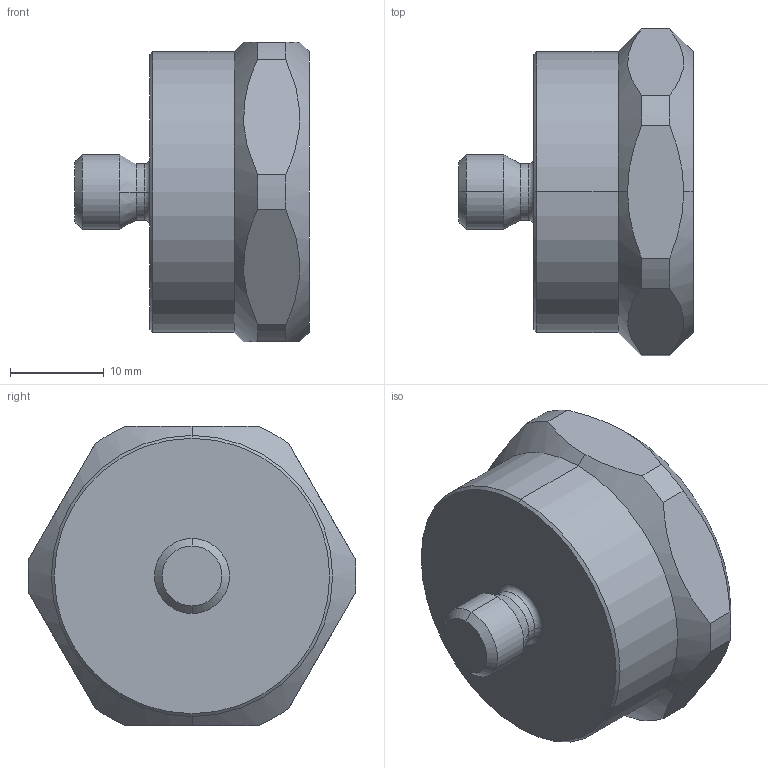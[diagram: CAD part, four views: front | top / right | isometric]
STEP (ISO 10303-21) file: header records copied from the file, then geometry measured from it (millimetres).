
FILE_DESCRIPTION((''),'2;1');
FILE_NAME('CAD-8174','2022-03-21T10:30:05',('creinig-se'),(''),'CREO PARAMETRIC BY PTC INC, 2019292','CREO PARAMETRIC BY PTC INC, 2019292','');
FILE_SCHEMA(('CONFIG_CONTROL_DESIGN','SHAPE_APPEARANCE_LAYERS_GROUPS'));
Length unit declared in the file: millimetre
Products named in the file (1): CAD-8174
Bounding box: 25 x 34.98 x 32 mm (x, y, z)
Volume: 12883.5 mm3; surface area: 3720.3 mm2
Topology: 1 solids, 1 shells, 40 faces, 94 edges, 58 vertices
Faces by surface type: cylinder 14, cone 14, plane 10, torus 2
Entity records: 1633 total; most frequent: CARTESIAN_POINT 344, DIRECTION 202, ORIENTED_EDGE 188, PRESENTATION_STYLE_ASSIGNMENT 95, STYLED_ITEM 95, CURVE_STYLE 94, EDGE_CURVE 94, AXIS2_PLACEMENT_3D 84
